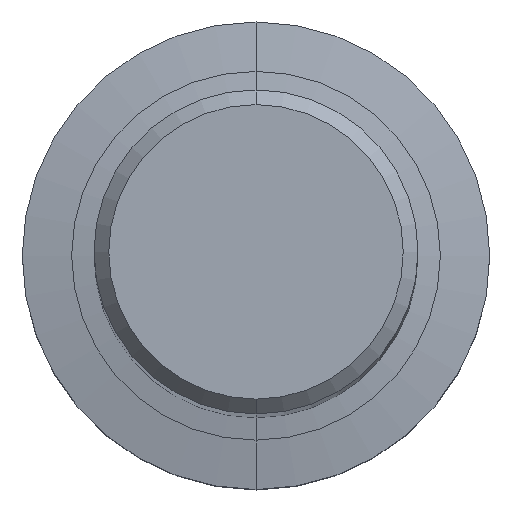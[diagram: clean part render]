
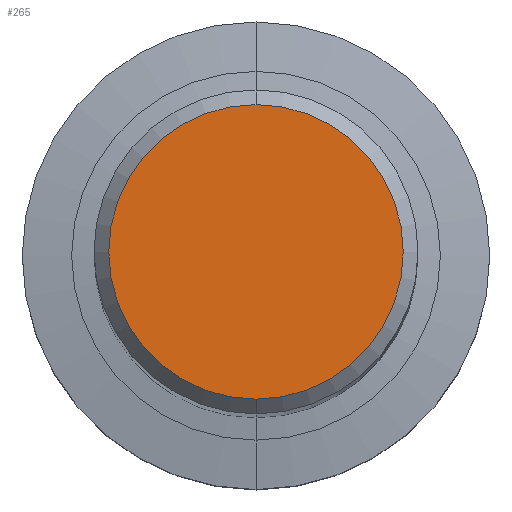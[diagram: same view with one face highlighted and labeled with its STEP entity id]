
A CAD part, top view. The second image highlights one B-rep face of the part: STEP entity #265.
In plain terms, the highlighted planar face has unit normal (0, 0, 1).
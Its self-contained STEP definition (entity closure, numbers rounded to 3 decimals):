
#265=ADVANCED_FACE('',(#631),#632,.T.);
#337=VERTEX_POINT('',#709);
#449=EDGE_CURVE('',#491,#337,#832,.T.);
#491=VERTEX_POINT('',#878);
#495=EDGE_CURVE('',#337,#491,#882,.T.);
#631=FACE_OUTER_BOUND('',#1094,.T.);
#632=PLANE('',#1095);
#709=CARTESIAN_POINT('',(0.,-10.0,0.0));
#832=CIRCLE('',#1676,10.0);
#878=CARTESIAN_POINT('',(0.0,10.0,0.0));
#882=CIRCLE('',#1736,10.0);
#1094=EDGE_LOOP('',(#1922,#1923));
#1095=AXIS2_PLACEMENT_3D('',#1924,#1925,#1926);
#1676=AXIS2_PLACEMENT_3D('',#2129,#2130,#2131);
#1736=AXIS2_PLACEMENT_3D('',#2180,#2181,#2182);
#1922=ORIENTED_EDGE('',*,*,#449,.F.);
#1923=ORIENTED_EDGE('',*,*,#495,.F.);
#1924=CARTESIAN_POINT('',(0.0,5.0,0.0));
#1925=DIRECTION('',(-0.0,0.0,1.0));
#1926=DIRECTION('',(0.0,-1.0,0.0));
#2129=CARTESIAN_POINT('',(0.0,0.0,0.0));
#2130=DIRECTION('',(0.0,0.0,-1.0));
#2131=DIRECTION('',(0.0,1.0,0.0));
#2180=CARTESIAN_POINT('',(0.0,0.0,0.0));
#2181=DIRECTION('',(0.0,0.0,-1.0));
#2182=DIRECTION('',(0.0,1.0,0.0));
